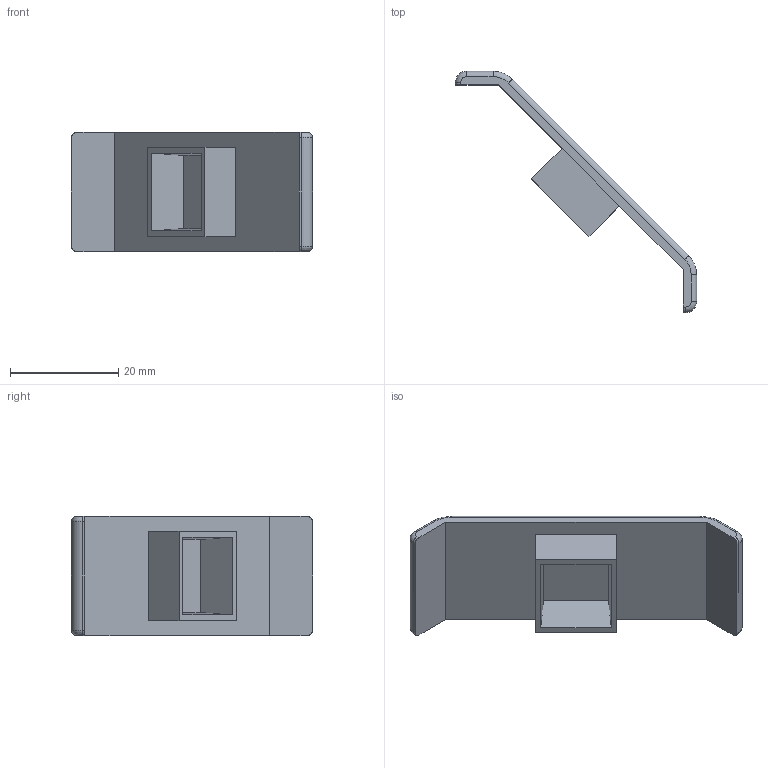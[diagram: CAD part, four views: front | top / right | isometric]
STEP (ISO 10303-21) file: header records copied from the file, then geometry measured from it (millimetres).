
FILE_DESCRIPTION(/* description */ ('STEP AP203'),/* implementation_level */ '2;1');
FILE_NAME(/* name */ 'CTPYY0000018.stp',/* time_stamp */ '2018-11-02T11:51:39+01:00',/* author */ ('fzagni'),/* organization */ (''),/* preprocessor_version */ 'ST-DEVELOPER v16.1',/* originating_system */ 'Autodesk Inventor 2016',/* authorisation */ '');
FILE_SCHEMA (('AUTOMOTIVE_DESIGN { 1 0 10303 214 3 1 1 }'));
Length unit declared in the file: millimetre
Products named in the file (1): CTPYY0000018
Bounding box: 44.5 x 44.5 x 22 mm (x, y, z)
Volume: 4134.5 mm3; surface area: 4139.2 mm2
Topology: 1 solids, 1 shells, 42 faces, 98 edges, 60 vertices
Faces by surface type: plane 20, cylinder 14, bspline 4, torus 4
Entity records: 1230 total; most frequent: CARTESIAN_POINT 233, DIRECTION 212, ORIENTED_EDGE 196, EDGE_CURVE 98, AXIS2_PLACEMENT_3D 75, LINE 62, VECTOR 62, VERTEX_POINT 60
